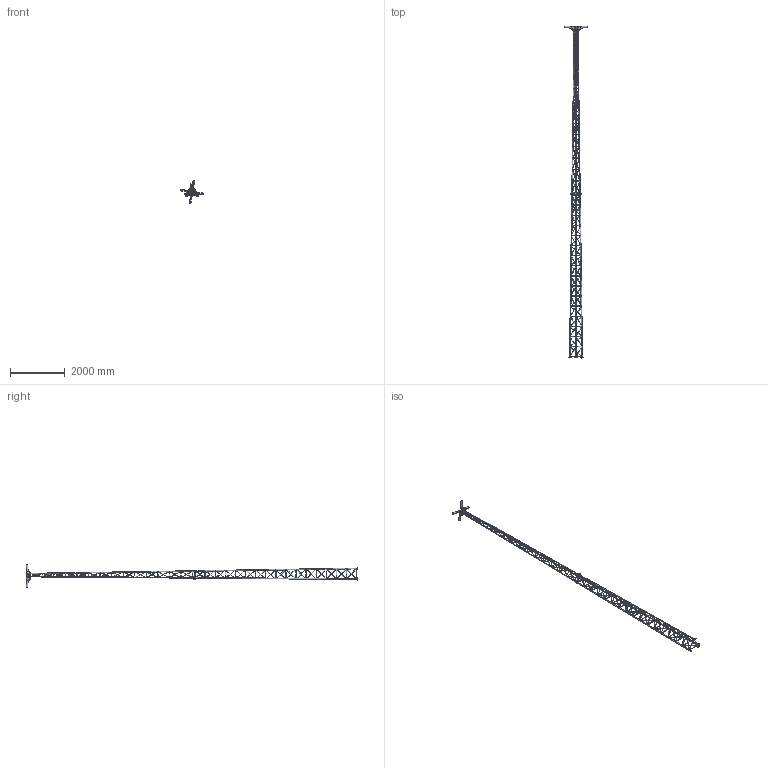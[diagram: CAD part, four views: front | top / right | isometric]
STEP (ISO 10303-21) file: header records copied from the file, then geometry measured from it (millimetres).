
FILE_DESCRIPTION (( 'STEP AP214' ), '1' );
FILE_NAME ('H12 Luminary Tower 450-125.STEP', '2025-02-24T19:56:30', ( '' ), ( '' ), 'SwSTEP 2.0', 'SolidWorks 2024', '' );
FILE_SCHEMA (( 'AUTOMOTIVE_DESIGN' ));
Length unit declared in the file: millimetre
Products named in the file (11): socket head cap screw fine_din_DIN 912 M8x1 x 30 --- 30N; segment W287-125 H6000; segment W450-287 H6000; H12 Luminary Tower 450-125; Nadstawka slup 4 luminaries; hex flange nut_din der_Hexagon Flange Nut DIN 6923 - M8 - N; high strength hex head bolt_din_DIN 6914 - M20 x 60 x 31-N; hex nut gradec_din_Hexagon Nut ISO 4034 - M20 - N; Zlozenie luminary mount for h8 pole wersja 4 rury; Kolano hamburskie 60,3 - luminary; Pierscien dociskowy
Assembly tree (48 placements, depth 3):
  H12 Luminary Tower 450-125
    segment W450-287 H6000
    segment W287-125 H6000
    Zlozenie luminary mount for h8 pole wersja 4 rury
      Nadstawka slup 4 luminaries
      Kolano hamburskie 60,3 - luminary  x4
      Pierscien dociskowy  x4
      socket head cap screw fine_din_DIN 912 M8x1 x 30 --- 30N  x12
      hex flange nut_din der_Hexagon Flange Nut DIN 6923 - M8 - N  x12
    high strength hex head bolt_din_DIN 6914 - M20 x 60 x 31-N  x6
    hex nut gradec_din_Hexagon Nut ISO 4034 - M20 - N  x6
Bounding box: 836.89 x 12159.15 x 836.89 mm (x, y, z)
Volume: 33021716.9 mm3; surface area: 6954760.9 mm2
Topology: 250 solids, 250 shells, 2314 faces, 4690 edges, 2895 vertices
Faces by surface type: cylinder 1305, plane 501, cone 336, torus 100, bspline 72
Entity records: 80228 total; most frequent: CARTESIAN_POINT 53176, ORIENTED_EDGE 4952, DIRECTION 4419, EDGE_CURVE 2476, AXIS2_PLACEMENT_3D 1775, VERTEX_POINT 1620, EDGE_LOOP 1408, ADVANCED_FACE 1287
